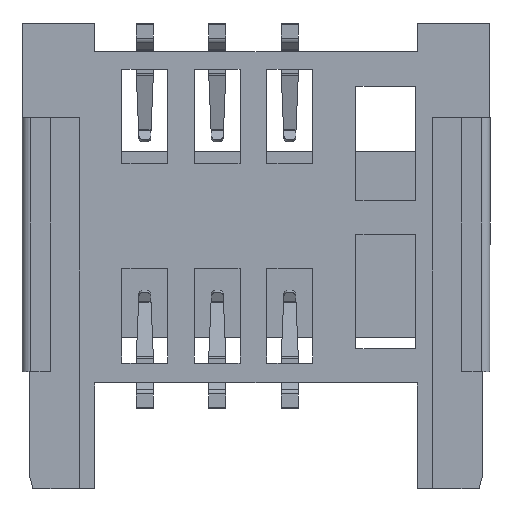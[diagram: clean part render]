
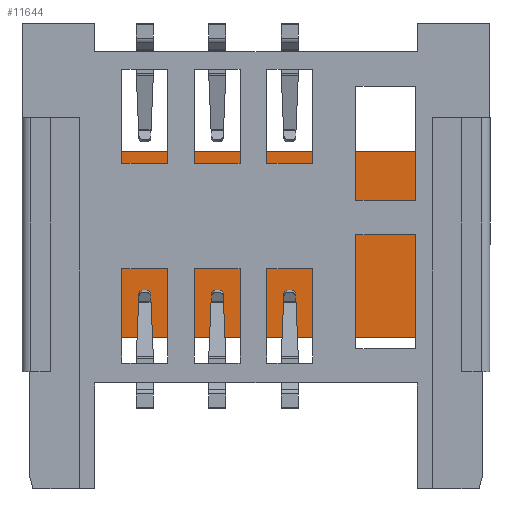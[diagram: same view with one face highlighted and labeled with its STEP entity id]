
A CAD part, front view. The second image highlights one B-rep face of the part: STEP entity #11644.
In plain terms, the highlighted planar face has unit normal (0, -1, 0).
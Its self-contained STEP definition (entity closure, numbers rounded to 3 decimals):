
#310 = CARTESIAN_POINT ( 'NONE',  ( -8.2, 1.6, -12.2 ) ) ;
#479 = VECTOR ( 'NONE', #12320, 1000. ) ;
#657 = CARTESIAN_POINT ( 'NONE',  ( -8.2, 1.6, -3.3 ) ) ;
#696 = EDGE_CURVE ( 'NONE', #7069, #3485, #10194, .T. ) ;
#789 = CARTESIAN_POINT ( 'NONE',  ( 7.9, 1.6, -12.2 ) ) ;
#829 = VECTOR ( 'NONE', #2233, 1000. ) ;
#1118 = VERTEX_POINT ( 'NONE', #11367 ) ;
#1178 = EDGE_LOOP ( 'NONE', ( #1359, #1251, #10245, #11958, #5856, #14190, #10328, #9119, #7587, #7677, #11981, #5384 ) ) ;
#1180 = LINE ( 'NONE', #4590, #12920 ) ;
#1197 = VERTEX_POINT ( 'NONE', #789 ) ;
#1251 = ORIENTED_EDGE ( 'NONE', *, *, #6148, .F. ) ;
#1292 = DIRECTION ( 'NONE',  ( 0., 0., -1. ) ) ;
#1359 = ORIENTED_EDGE ( 'NONE', *, *, #7850, .F. ) ;
#1673 = VECTOR ( 'NONE', #1292, 1000. ) ;
#1887 = EDGE_CURVE ( 'NONE', #3485, #9500, #11732, .T. ) ;
#1910 = CARTESIAN_POINT ( 'NONE',  ( -7.9, 1.6, -12.2 ) ) ;
#1972 = VERTEX_POINT ( 'NONE', #8680 ) ;
#2233 = DIRECTION ( 'NONE',  ( -1., 0., 0. ) ) ;
#2279 = CARTESIAN_POINT ( 'NONE',  ( 7.9, 1.6, -3.3 ) ) ;
#2419 = CARTESIAN_POINT ( 'NONE',  ( 0., 1.6, 0. ) ) ;
#2425 = CARTESIAN_POINT ( 'NONE',  ( -7.9, 1.6, -12.2 ) ) ;
#2466 = DIRECTION ( 'NONE',  ( 0.766, 0., -0.643 ) ) ;
#2925 = DIRECTION ( 'NONE',  ( 1., 0., 0. ) ) ;
#3037 = EDGE_CURVE ( 'NONE', #1118, #12112, #4477, .T. ) ;
#3385 = DIRECTION ( 'NONE',  ( -0.766, 0., 0.643 ) ) ;
#3473 = EDGE_CURVE ( 'NONE', #9500, #5426, #4369, .T. ) ;
#3485 = VERTEX_POINT ( 'NONE', #10445 ) ;
#3610 = LINE ( 'NONE', #4687, #5344 ) ;
#3831 = CARTESIAN_POINT ( 'NONE',  ( -7.3, 1.6, -12.2 ) ) ;
#3905 = VERTEX_POINT ( 'NONE', #8515 ) ;
#4049 = VECTOR ( 'NONE', #2466, 1000. ) ;
#4369 = LINE ( 'NONE', #11221, #4049 ) ;
#4477 = LINE ( 'NONE', #11194, #7438 ) ;
#4590 = CARTESIAN_POINT ( 'NONE',  ( 8.2, 1.6, -12.2 ) ) ;
#4687 = CARTESIAN_POINT ( 'NONE',  ( 8.2, 1.6, -3.3 ) ) ;
#4891 = LINE ( 'NONE', #3831, #13953 ) ;
#5100 = VECTOR ( 'NONE', #9043, 1000. ) ;
#5344 = VECTOR ( 'NONE', #9062, 1000. ) ;
#5384 = ORIENTED_EDGE ( 'NONE', *, *, #8359, .F. ) ;
#5426 = VERTEX_POINT ( 'NONE', #12271 ) ;
#5856 = ORIENTED_EDGE ( 'NONE', *, *, #3473, .F. ) ;
#6148 = EDGE_CURVE ( 'NONE', #6900, #8029, #3610, .T. ) ;
#6811 = DIRECTION ( 'NONE',  ( 0., 1., 0. ) ) ;
#6900 = VERTEX_POINT ( 'NONE', #10004 ) ;
#6940 = LINE ( 'NONE', #310, #479 ) ;
#7034 = DIRECTION ( 'NONE',  ( -0.766, 0., -0.643 ) ) ;
#7069 = VERTEX_POINT ( 'NONE', #1910 ) ;
#7153 = EDGE_CURVE ( 'NONE', #8525, #7069, #6940, .T. ) ;
#7438 = VECTOR ( 'NONE', #3385, 1000. ) ;
#7459 = CARTESIAN_POINT ( 'NONE',  ( -5.87, 1.6, -4.5 ) ) ;
#7587 = ORIENTED_EDGE ( 'NONE', *, *, #13672, .F. ) ;
#7677 = ORIENTED_EDGE ( 'NONE', *, *, #12660, .F. ) ;
#7754 = VECTOR ( 'NONE', #8334, 1000. ) ;
#7850 = EDGE_CURVE ( 'NONE', #8029, #1197, #13631, .T. ) ;
#8029 = VERTEX_POINT ( 'NONE', #2279 ) ;
#8334 = DIRECTION ( 'NONE',  ( 0.766, 0., 0.643 ) ) ;
#8359 = EDGE_CURVE ( 'NONE', #1197, #1118, #1180, .T. ) ;
#8515 = CARTESIAN_POINT ( 'NONE',  ( -5.87, 1.6, -11. ) ) ;
#8525 = VERTEX_POINT ( 'NONE', #9950 ) ;
#8642 = CARTESIAN_POINT ( 'NONE',  ( -5.87, 1.6, -11. ) ) ;
#8680 = CARTESIAN_POINT ( 'NONE',  ( 5.87, 1.6, -4.5 ) ) ;
#9043 = DIRECTION ( 'NONE',  ( 0., 0., 1. ) ) ;
#9062 = DIRECTION ( 'NONE',  ( 1., 0., 0. ) ) ;
#9119 = ORIENTED_EDGE ( 'NONE', *, *, #7153, .F. ) ;
#9500 = VERTEX_POINT ( 'NONE', #13490 ) ;
#9950 = CARTESIAN_POINT ( 'NONE',  ( -7.3, 1.6, -12.2 ) ) ;
#10004 = CARTESIAN_POINT ( 'NONE',  ( 7.3, 1.6, -3.3 ) ) ;
#10194 = LINE ( 'NONE', #2425, #5100 ) ;
#10220 = VECTOR ( 'NONE', #2925, 1000. ) ;
#10245 = ORIENTED_EDGE ( 'NONE', *, *, #12785, .F. ) ;
#10328 = ORIENTED_EDGE ( 'NONE', *, *, #696, .F. ) ;
#10445 = CARTESIAN_POINT ( 'NONE',  ( -7.9, 1.6, -3.3 ) ) ;
#10524 = EDGE_CURVE ( 'NONE', #5426, #1972, #11393, .T. ) ;
#11129 = CARTESIAN_POINT ( 'NONE',  ( 7.9, 1.6, -3.3 ) ) ;
#11194 = CARTESIAN_POINT ( 'NONE',  ( 7.3, 1.6, -12.2 ) ) ;
#11221 = CARTESIAN_POINT ( 'NONE',  ( -7.3, 1.6, -3.3 ) ) ;
#11367 = CARTESIAN_POINT ( 'NONE',  ( 7.3, 1.6, -12.2 ) ) ;
#11393 = LINE ( 'NONE', #7459, #14108 ) ;
#11465 = CARTESIAN_POINT ( 'NONE',  ( 7.3, 1.6, -3.3 ) ) ;
#11644 = ADVANCED_FACE ( 'NONE', ( #12043 ), #12248, .F. ) ;
#11732 = LINE ( 'NONE', #657, #10220 ) ;
#11958 = ORIENTED_EDGE ( 'NONE', *, *, #10524, .F. ) ;
#11981 = ORIENTED_EDGE ( 'NONE', *, *, #3037, .F. ) ;
#12043 = FACE_OUTER_BOUND ( 'NONE', #1178, .T. ) ;
#12063 = LINE ( 'NONE', #8642, #829 ) ;
#12112 = VERTEX_POINT ( 'NONE', #13594 ) ;
#12248 = PLANE ( 'NONE',  #12513 ) ;
#12271 = CARTESIAN_POINT ( 'NONE',  ( -5.87, 1.6, -4.5 ) ) ;
#12320 = DIRECTION ( 'NONE',  ( -1., 0., 0. ) ) ;
#12513 = AXIS2_PLACEMENT_3D ( 'NONE', #2419, #6811, #13408 ) ;
#12660 = EDGE_CURVE ( 'NONE', #12112, #3905, #12063, .T. ) ;
#12785 = EDGE_CURVE ( 'NONE', #1972, #6900, #13284, .T. ) ;
#12920 = VECTOR ( 'NONE', #13319, 1000. ) ;
#13284 = LINE ( 'NONE', #11465, #7754 ) ;
#13319 = DIRECTION ( 'NONE',  ( -1., 0., 0. ) ) ;
#13408 = DIRECTION ( 'NONE',  ( 0., 0., 1. ) ) ;
#13490 = CARTESIAN_POINT ( 'NONE',  ( -7.3, 1.6, -3.3 ) ) ;
#13594 = CARTESIAN_POINT ( 'NONE',  ( 5.87, 1.6, -11. ) ) ;
#13631 = LINE ( 'NONE', #11129, #1673 ) ;
#13672 = EDGE_CURVE ( 'NONE', #3905, #8525, #4891, .T. ) ;
#13953 = VECTOR ( 'NONE', #7034, 1000. ) ;
#13984 = DIRECTION ( 'NONE',  ( 1., 0., 0. ) ) ;
#14108 = VECTOR ( 'NONE', #13984, 1000. ) ;
#14190 = ORIENTED_EDGE ( 'NONE', *, *, #1887, .F. ) ;
